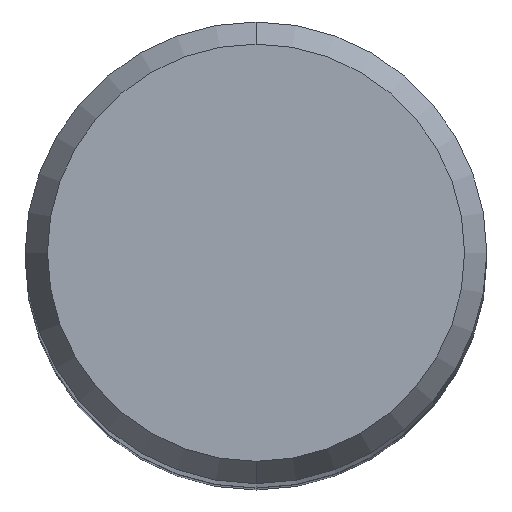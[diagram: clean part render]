
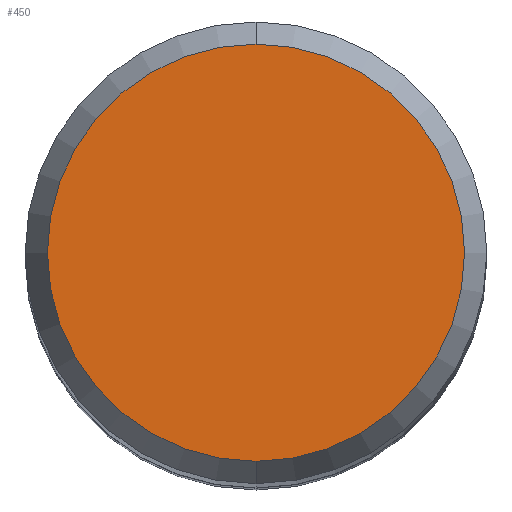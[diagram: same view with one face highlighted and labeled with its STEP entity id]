
A CAD part, top view. The second image highlights one B-rep face of the part: STEP entity #450.
In plain terms, the highlighted planar face has unit normal (0, 0, 1).
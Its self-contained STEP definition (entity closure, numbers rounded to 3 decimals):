
#214=VERTEX_POINT('',#531);
#328=EDGE_CURVE('',#214,#448,#657,.T.);
#384=EDGE_CURVE('',#448,#214,#718,.T.);
#448=VERTEX_POINT('',#790);
#450=ADVANCED_FACE('',(#792),#793,.T.);
#531=CARTESIAN_POINT('',(0.0,4.304,0.));
#657=CIRCLE('',#1186,4.304);
#718=CIRCLE('',#1306,4.304);
#790=CARTESIAN_POINT('',(0.,-4.304,0.));
#792=FACE_OUTER_BOUND('',#1454,.T.);
#793=PLANE('',#1455);
#1186=AXIS2_PLACEMENT_3D('',#1689,#1690,#1691);
#1306=AXIS2_PLACEMENT_3D('',#1747,#1748,#1749);
#1454=EDGE_LOOP('',(#1836,#1837));
#1455=AXIS2_PLACEMENT_3D('',#1838,#1839,#1840);
#1689=CARTESIAN_POINT('',(0.0,0.0,0.));
#1690=DIRECTION('',(0.0,0.0,-1.0));
#1691=DIRECTION('',(0.0,1.0,0.0));
#1747=CARTESIAN_POINT('',(0.0,0.0,0.));
#1748=DIRECTION('',(0.0,0.0,-1.0));
#1749=DIRECTION('',(0.0,1.0,0.0));
#1836=ORIENTED_EDGE('',*,*,#328,.F.);
#1837=ORIENTED_EDGE('',*,*,#384,.F.);
#1838=CARTESIAN_POINT('',(0.0,2.152,0.));
#1839=DIRECTION('',(-0.0,0.0,1.0));
#1840=DIRECTION('',(0.0,-1.0,0.0));
